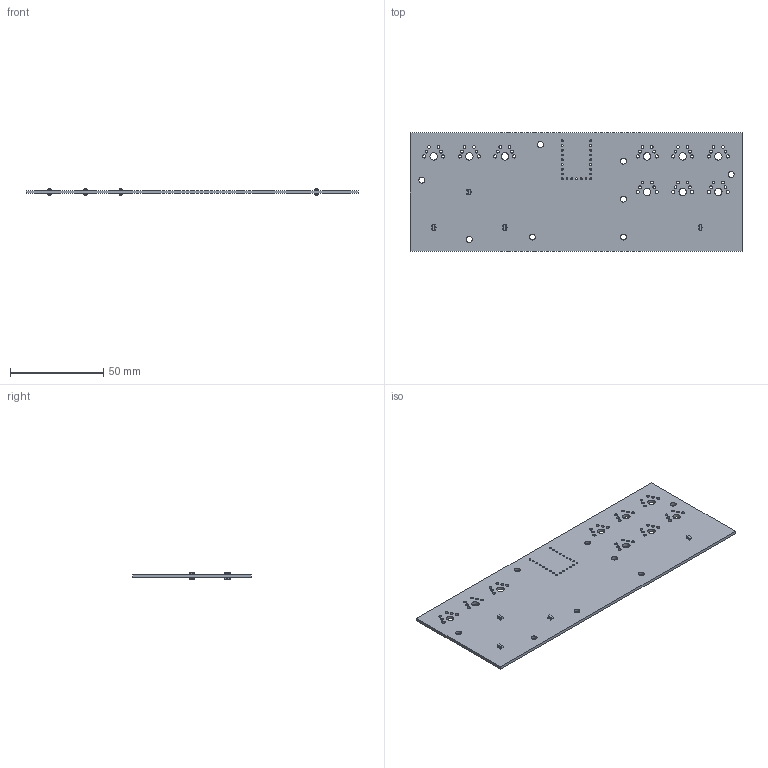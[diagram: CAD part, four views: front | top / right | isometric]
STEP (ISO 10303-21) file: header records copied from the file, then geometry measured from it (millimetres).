
FILE_DESCRIPTION(('KiCad electronic assembly'),'2;1');
FILE_NAME('tm-gamepad.step','2024-01-30T16:40:58',('Pcbnew'),('Kicad'), 'Open CASCADE STEP processor 7.6','KiCad to STEP converter','Unknown' );
FILE_SCHEMA(('AUTOMOTIVE_DESIGN { 1 0 10303 214 1 1 1 1 }'));
Length unit declared in the file: millimetre
Products named in the file (4): tm-gamepad 1; SOT-23; SOLID; tm-gamepad PCB
Assembly tree (10 placements, depth 3):
  tm-gamepad 1
    SOT-23  x8
      SOLID
    tm-gamepad PCB
Bounding box: 177.8 x 63.5 x 4.1 mm (x, y, z)
Volume: 17620.9 mm3; surface area: 23761.6 mm2
Topology: 9 solids, 9 shells, 708 faces, 1734 edges, 1044 vertices
Faces by surface type: plane 302, bspline 216, cylinder 190
Full cylindrical faces by diameter (mm): 1 x23, 1.499 x36, 1.702 x18, 3.2 x8, 3.988 x9
Entity records: 13349 total; most frequent: CARTESIAN_POINT 3345, DIRECTION 1670, ORIENTED_EDGE 948, PCURVE 948, DEFINITIONAL_REPRESENTATION 948, LINE 914, VECTOR 914, EDGE_CURVE 474
